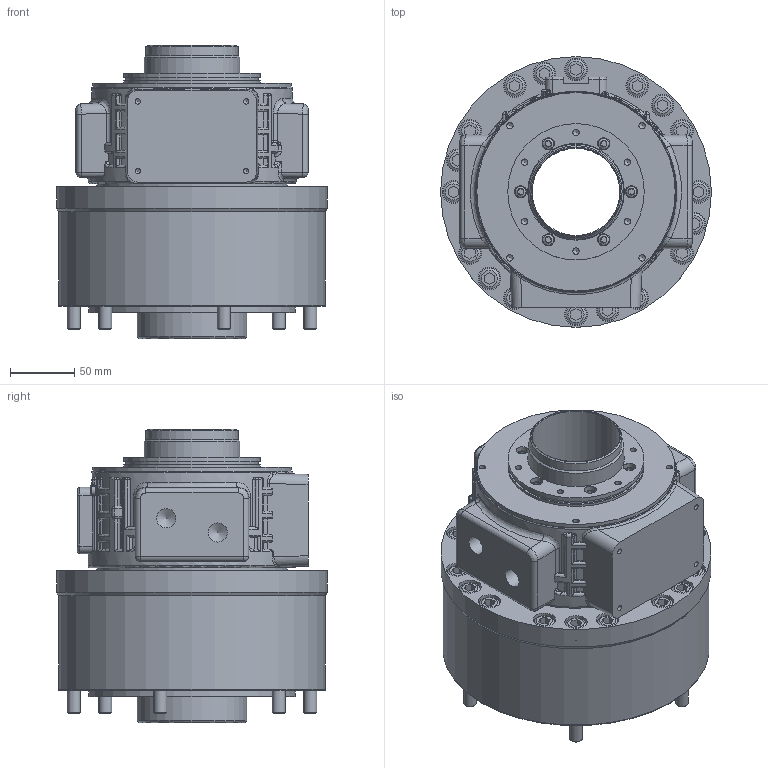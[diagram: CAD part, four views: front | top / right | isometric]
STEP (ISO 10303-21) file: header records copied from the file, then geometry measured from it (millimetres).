
FILE_DESCRIPTION(/* description */ (''),/* implementation_level */ '2;1');
FILE_NAME(/* name */ 'SD-17568.stp',/* time_stamp */ '2021-06-07T16:42:59+09:00',/* author */ ('KimChaHyun'),/* organization */ (''),/* preprocessor_version */ 'ST-DEVELOPER v16.5',/* originating_system */ 'Autodesk Inventor 2017',/* authorisation */ '');
FILE_SCHEMA (('AUTOMOTIVE_DESIGN { 1 0 10303 214 3 1 1 }'));
Length unit declared in the file: millimetre
Products named in the file (5): SD-17568; SD-17568_1; M5 x 12L; M10 x 30L; M10 x 100L
Assembly tree (25 placements, depth 2):
  SD-17568
    SD-17568_1
    M5 x 12L  x6
    M10 x 30L  x12
    M10 x 100L  x6
Bounding box: 210 x 210 x 227.5 mm (x, y, z)
Volume: 4420576.4 mm3; surface area: 364937.3 mm2
Topology: 25 solids, 25 shells, 1065 faces, 2430 edges, 1513 vertices
Faces by surface type: plane 405, cylinder 336, bspline 114, cone 103, torus 80, sphere 27
Full cylindrical faces by diameter (mm): 4.134 x8, 4.917 x13, 5 x6, 5.5 x6, 8.376 x12, 8.5 x6, 9.5 x6, 10 x18, 11 x18, 14.95 x4, 16 x18, 17.5 x18, 68 x1, 71 x2, 71.5 x1, 74 x2, 75 x2, 75.4 x1, 76 x1, 85 x1, 102.8 x1, 105.8 x2, 120 x1, 148 x1, 154 x1, 160 x1, 207 x1, 210 x1
Entity records: 25371 total; most frequent: CARTESIAN_POINT 8098, DIRECTION 3475, ORIENTED_EDGE 3200, EDGE_CURVE 1600, AXIS2_PLACEMENT_3D 1511, VERTEX_POINT 1075, EDGE_LOOP 1023, FACE_OUTER_BOUND 771
